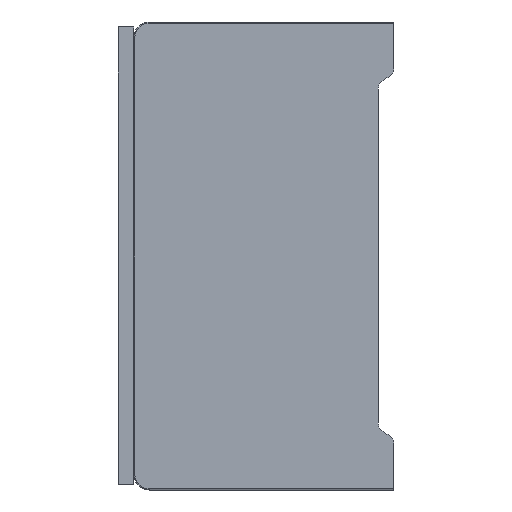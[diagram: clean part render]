
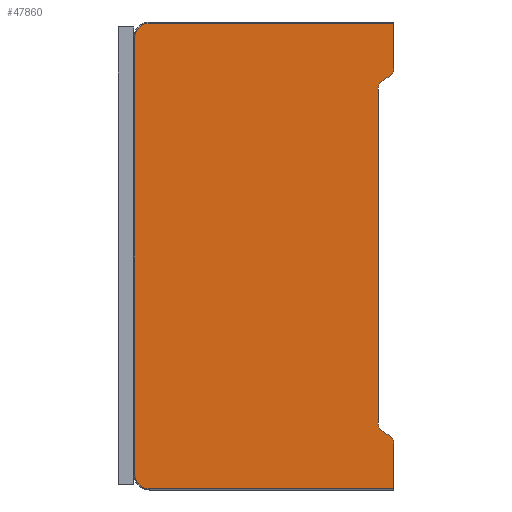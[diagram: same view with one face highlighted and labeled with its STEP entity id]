
A CAD part, left-side view. The second image highlights one B-rep face of the part: STEP entity #47860.
In plain terms, the highlighted planar face has unit normal (-1, 0, 0).
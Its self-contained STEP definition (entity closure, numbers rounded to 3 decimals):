
#684=CARTESIAN_POINT('',(0.,47.,-87.));
#685=DIRECTION('',(1.,0.,0.));
#686=DIRECTION('',(0.,0.,-1.));
#687=AXIS2_PLACEMENT_3D('',#684,#685,#686);
#689=CARTESIAN_POINT('',(0.,47.,-3.));
#690=DIRECTION('',(1.,0.,0.));
#691=DIRECTION('',(0.,1.,0.));
#692=AXIS2_PLACEMENT_3D('',#689,#690,#691);
#694=DIRECTION('',(0.,0.,-1.));
#695=VECTOR('',#694,8.8);
#696=CARTESIAN_POINT('',(0.,0.,-0.2));
#697=LINE('',#696,#695);
#698=CARTESIAN_POINT('',(0.,1.732,-9.));
#699=DIRECTION('',(1.,0.,0.));
#700=DIRECTION('',(0.,-1.,0.));
#701=AXIS2_PLACEMENT_3D('',#698,#699,#700);
#703=DIRECTION('',(0.,0.866,-0.5));
#704=VECTOR('',#703,1.309);
#705=CARTESIAN_POINT('',(0.,0.866,-10.5));
#706=LINE('',#705,#704);
#707=CARTESIAN_POINT('',(0.,1.,-12.887));
#708=DIRECTION('',(-1.,0.,0.));
#709=DIRECTION('',(0.,0.5,0.866));
#710=AXIS2_PLACEMENT_3D('',#707,#708,#709);
#712=DIRECTION('',(0.,0.,-1.));
#713=VECTOR('',#712,64.226);
#714=CARTESIAN_POINT('',(0.,3.,-12.887));
#715=LINE('',#714,#713);
#716=CARTESIAN_POINT('',(0.,1.,-77.113));
#717=DIRECTION('',(-1.,0.,0.));
#718=DIRECTION('',(0.,1.,0.));
#719=AXIS2_PLACEMENT_3D('',#716,#717,#718);
#721=DIRECTION('',(0.,-0.866,-0.5));
#722=VECTOR('',#721,1.309);
#723=CARTESIAN_POINT('',(0.,2.,-78.845));
#724=LINE('',#723,#722);
#725=CARTESIAN_POINT('',(0.,1.732,-81.));
#726=DIRECTION('',(1.,0.,0.));
#727=DIRECTION('',(0.,-0.5,0.866));
#728=AXIS2_PLACEMENT_3D('',#725,#726,#727);
#730=DIRECTION('',(0.,0.,-1.));
#731=VECTOR('',#730,8.8);
#732=CARTESIAN_POINT('',(0.,0.,-81.));
#733=LINE('',#732,#731);
#738=DIRECTION('',(0.,-1.,0.));
#739=VECTOR('',#738,47.);
#740=CARTESIAN_POINT('',(0.,47.,
-89.8));
#741=LINE('',#740,#739);
#1081=DIRECTION('',(0.,1.,0.));
#1082=VECTOR('',#1081,47.);
#1083=CARTESIAN_POINT('',(0.,0.,-0.2));
#1084=LINE('',#1083,#1082);
#1104=DIRECTION('',(0.,0.,-1.));
#1105=VECTOR('',#1104,84.);
#1106=CARTESIAN_POINT('',(0.,49.8,
-3.));
#1107=LINE('',#1106,#1105);
#45384=CARTESIAN_POINT('',(0.,49.8,
-3.));
#45385=CARTESIAN_POINT('',(0.,47.,
-0.2));
#45386=VERTEX_POINT('',#45384);
#45387=VERTEX_POINT('',#45385);
#45388=CARTESIAN_POINT('',(0.,47.,
-89.8));
#45389=CARTESIAN_POINT('',(0.,0.,-89.8));
#45390=VERTEX_POINT('',#45388);
#45391=VERTEX_POINT('',#45389);
#45392=CARTESIAN_POINT('',(0.,49.8,
-87.));
#45393=VERTEX_POINT('',#45392);
#45394=CARTESIAN_POINT('',(0.,0.,-0.2));
#45395=VERTEX_POINT('',#45394);
#45396=CARTESIAN_POINT('',(0.,0.,-9.));
#45397=VERTEX_POINT('',#45396);
#45398=CARTESIAN_POINT('',(0.,0.866,-10.5));
#45399=VERTEX_POINT('',#45398);
#45400=CARTESIAN_POINT('',(0.,2.,-11.155));
#45401=VERTEX_POINT('',#45400);
#45402=CARTESIAN_POINT('',(0.,3.,-12.887));
#45403=VERTEX_POINT('',#45402);
#45404=CARTESIAN_POINT('',(0.,3.,-77.113));
#45405=VERTEX_POINT('',#45404);
#45406=CARTESIAN_POINT('',(0.,2.,
-78.845));
#45407=VERTEX_POINT('',#45406);
#45408=CARTESIAN_POINT('',(0.,0.866,-79.5));
#45409=VERTEX_POINT('',#45408);
#45410=CARTESIAN_POINT('',(0.,0.,
-81.));
#45411=VERTEX_POINT('',#45410);
#47830=CARTESIAN_POINT('',(0.,24.9,-45.));
#47831=DIRECTION('',(1.,0.,0.));
#47832=DIRECTION('',(0.,0.,1.));
#47833=AXIS2_PLACEMENT_3D('',#47830,#47831,#47832);
#47834=PLANE('',#47833);
#47836=ORIENTED_EDGE('',*,*,#47835,.F.);
#47838=ORIENTED_EDGE('',*,*,#47837,.T.);
#47840=ORIENTED_EDGE('',*,*,#47839,.F.);
#47842=ORIENTED_EDGE('',*,*,#47841,.T.);
#47844=ORIENTED_EDGE('',*,*,#47843,.F.);
#47846=ORIENTED_EDGE('',*,*,#47845,.T.);
#47848=ORIENTED_EDGE('',*,*,#47847,.T.);
#47850=ORIENTED_EDGE('',*,*,#47849,.T.);
#47852=ORIENTED_EDGE('',*,*,#47851,.T.);
#47853=ORIENTED_EDGE('',*,*,#47809,.T.);
#47854=ORIENTED_EDGE('',*,*,#47798,.T.);
#47855=ORIENTED_EDGE('',*,*,#47783,.T.);
#47856=ORIENTED_EDGE('',*,*,#47768,.T.);
#47857=ORIENTED_EDGE('',*,*,#47753,.T.);
#47858=EDGE_LOOP('',(#47836,#47838,#47840,#47842,#47844,#47846,#47848,#47850,
#47852,#47853,#47854,#47855,#47856,#47857));
#47859=FACE_OUTER_BOUND('',#47858,.F.);
#688=CIRCLE('',#687,2.8);
#693=CIRCLE('',#692,2.8);
#702=CIRCLE('',#701,1.732);
#711=CIRCLE('',#710,2.);
#720=CIRCLE('',#719,2.);
#729=CIRCLE('',#728,1.732);
#47753=EDGE_CURVE('',#45411,#45391,#733,.T.);
#47768=EDGE_CURVE('',#45409,#45411,#729,.T.);
#47783=EDGE_CURVE('',#45407,#45409,#724,.T.);
#47798=EDGE_CURVE('',#45405,#45407,#720,.T.);
#47809=EDGE_CURVE('',#45403,#45405,#715,.T.);
#47835=EDGE_CURVE('',#45390,#45391,#741,.T.);
#47837=EDGE_CURVE('',#45390,#45393,#688,.T.);
#47839=EDGE_CURVE('',#45386,#45393,#1107,.T.);
#47841=EDGE_CURVE('',#45386,#45387,#693,.T.);
#47843=EDGE_CURVE('',#45395,#45387,#1084,.T.);
#47845=EDGE_CURVE('',#45395,#45397,#697,.T.);
#47847=EDGE_CURVE('',#45397,#45399,#702,.T.);
#47849=EDGE_CURVE('',#45399,#45401,#706,.T.);
#47851=EDGE_CURVE('',#45401,#45403,#711,.T.);
#47860=ADVANCED_FACE('',(#47859),#47834,.F.);
